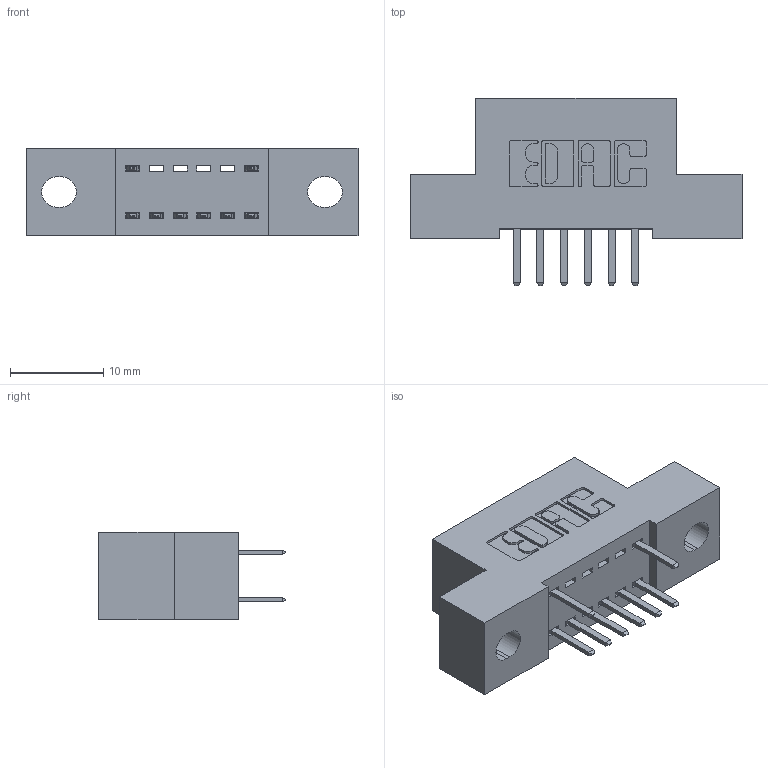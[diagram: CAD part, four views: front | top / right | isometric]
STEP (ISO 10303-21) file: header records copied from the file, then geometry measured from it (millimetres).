
FILE_DESCRIPTION (( 'STEP AP203' ), '1' );
FILE_NAME ('342-012-520-202.STEP', '2018-08-10T14:54:41', ( '' ), ( '' ), 'SwSTEP 2.0', 'SolidWorks 2016', '' );
FILE_SCHEMA (( 'CONFIG_CONTROL_DESIGN' ));
Length unit declared in the file: inch
Products named in the file (3): 345-292-001_345-293-120; 342-012-520-202; 342 Part_.128 Slot
Assembly tree (9 placements, depth 2):
  342-012-520-202
    342 Part_.128 Slot
    345-292-001_345-293-120  x8
Bounding box: 35.56 x 20.02 x 9.4 mm (x, y, z)
Volume: 2933 mm3; surface area: 3439.4 mm2
Topology: 9 solids, 9 shells, 586 faces, 1699 edges, 1110 vertices
Faces by surface type: plane 398, cylinder 188
Entity records: 8505 total; most frequent: CARTESIAN_POINT 1482, ORIENTED_EDGE 1410, DIRECTION 1313, EDGE_CURVE 705, VECTOR 573, LINE 573, VERTEX_POINT 466, AXIS2_PLACEMENT_3D 370
